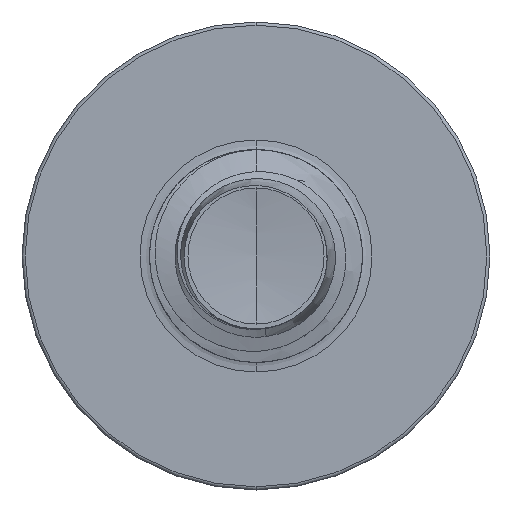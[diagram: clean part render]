
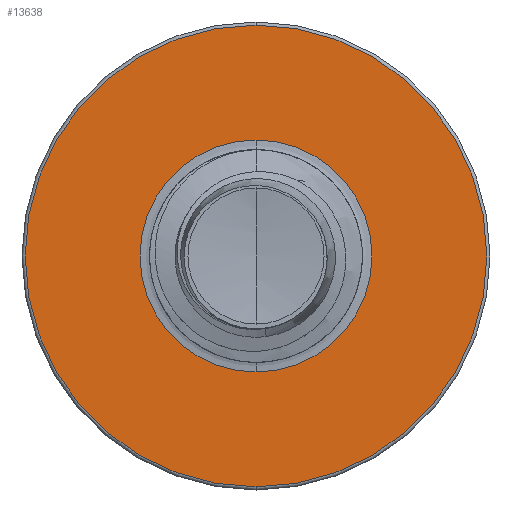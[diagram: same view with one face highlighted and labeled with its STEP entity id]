
A CAD part, front view. The second image highlights one B-rep face of the part: STEP entity #13638.
In plain terms, the highlighted planar face has unit normal (0, -1, 0).
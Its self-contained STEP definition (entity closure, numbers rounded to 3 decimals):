
#414 = CARTESIAN_POINT ( 'NONE',  ( 0., 8.5, 1.363 ) ) ;
#1501 = DIRECTION ( 'NONE',  ( 0., 1., 0. ) ) ;
#2410 = AXIS2_PLACEMENT_3D ( 'NONE', #11631, #1501, #13290 ) ;
#3181 = ORIENTED_EDGE ( 'NONE', *, *, #20055, .T. ) ;
#3359 = AXIS2_PLACEMENT_3D ( 'NONE', #14553, #4512, #16216 ) ;
#4306 = DIRECTION ( 'NONE',  ( 0., 1., 0. ) ) ;
#4512 = DIRECTION ( 'NONE',  ( 0., 1., 0. ) ) ;
#4579 = VERTEX_POINT ( 'NONE', #15365 ) ;
#4631 = AXIS2_PLACEMENT_3D ( 'NONE', #14358, #4306, #16014 ) ;
#4734 = CARTESIAN_POINT ( 'NONE',  ( 0., 8.5, -2.712 ) ) ;
#4903 = VERTEX_POINT ( 'NONE', #414 ) ;
#5353 = VERTEX_POINT ( 'NONE', #7716 ) ;
#6173 = EDGE_CURVE ( 'NONE', #7545, #5353, #20336, .T. ) ;
#7420 = CARTESIAN_POINT ( 'NONE',  ( 0., 8.5, 0. ) ) ;
#7545 = VERTEX_POINT ( 'NONE', #4734 ) ;
#7716 = CARTESIAN_POINT ( 'NONE',  ( 0., 8.5, 2.713 ) ) ;
#8119 = PLANE ( 'NONE',  #13367 ) ;
#8174 = FACE_BOUND ( 'NONE', #12199, .T. ) ;
#8882 = ORIENTED_EDGE ( 'NONE', *, *, #12519, .T. ) ;
#9091 = DIRECTION ( 'NONE',  ( 0., 0., 1. ) ) ;
#9862 = DIRECTION ( 'NONE',  ( 0., 0., 1. ) ) ;
#11631 = CARTESIAN_POINT ( 'NONE',  ( 0., 8.5, 0. ) ) ;
#11840 = CIRCLE ( 'NONE', #19655, 2.713 ) ;
#11879 = EDGE_CURVE ( 'NONE', #5353, #7545, #11840, .T. ) ;
#12199 = EDGE_LOOP ( 'NONE', ( #3181, #8882 ) ) ;
#12519 = EDGE_CURVE ( 'NONE', #4579, #4903, #19083, .T. ) ;
#13290 = DIRECTION ( 'NONE',  ( 0., 0., 1. ) ) ;
#13367 = AXIS2_PLACEMENT_3D ( 'NONE', #18119, #19795, #9862 ) ;
#13585 = ORIENTED_EDGE ( 'NONE', *, *, #11879, .F. ) ;
#13638 = ADVANCED_FACE ( 'NONE', ( #20859, #8174 ), #8119, .F. ) ;
#14358 = CARTESIAN_POINT ( 'NONE',  ( 0., 8.5, 0. ) ) ;
#14553 = CARTESIAN_POINT ( 'NONE',  ( 0., 8.5, 0. ) ) ;
#15365 = CARTESIAN_POINT ( 'NONE',  ( 0., 8.5, -1.363 ) ) ;
#16014 = DIRECTION ( 'NONE',  ( 0., 0., 1. ) ) ;
#16181 = ORIENTED_EDGE ( 'NONE', *, *, #6173, .F. ) ;
#16193 = CIRCLE ( 'NONE', #3359, 1.363 ) ;
#16216 = DIRECTION ( 'NONE',  ( 0., 0., 1. ) ) ;
#18119 = CARTESIAN_POINT ( 'NONE',  ( 0., 8.5, -1.363 ) ) ;
#18668 = EDGE_LOOP ( 'NONE', ( #13585, #16181 ) ) ;
#19028 = DIRECTION ( 'NONE',  ( 0., 1., 0. ) ) ;
#19083 = CIRCLE ( 'NONE', #2410, 1.363 ) ;
#19655 = AXIS2_PLACEMENT_3D ( 'NONE', #7420, #19028, #9091 ) ;
#19795 = DIRECTION ( 'NONE',  ( 0., 1., 0. ) ) ;
#20055 = EDGE_CURVE ( 'NONE', #4903, #4579, #16193, .T. ) ;
#20336 = CIRCLE ( 'NONE', #4631, 2.713 ) ;
#20859 = FACE_OUTER_BOUND ( 'NONE', #18668, .T. ) ;
